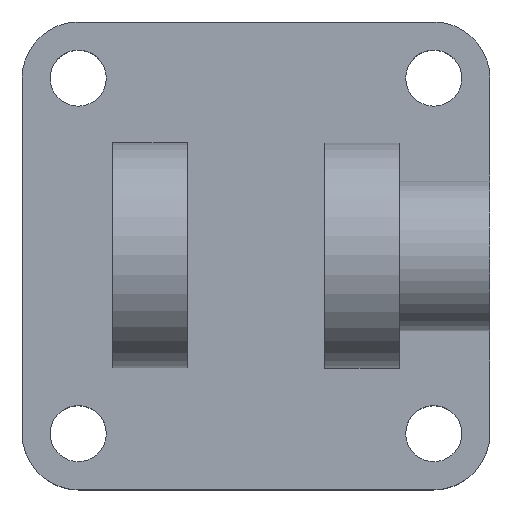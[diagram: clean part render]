
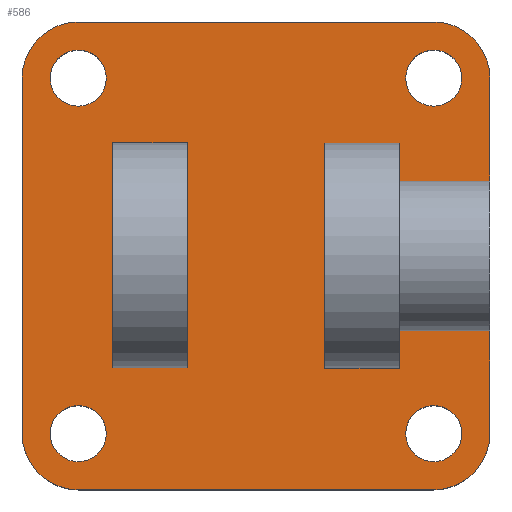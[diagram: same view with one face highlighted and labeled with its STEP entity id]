
A CAD part, top view. The second image highlights one B-rep face of the part: STEP entity #586.
In plain terms, the highlighted planar face has unit normal (0, 0, 1).
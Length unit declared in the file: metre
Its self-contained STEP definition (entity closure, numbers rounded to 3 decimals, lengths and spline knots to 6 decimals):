
#14=LINE('',#930,#54);
#15=LINE('',#933,#55);
#16=LINE('',#935,#56);
#17=LINE('',#939,#57);
#18=LINE('',#943,#58);
#19=LINE('',#947,#59);
#20=LINE('',#951,#60);
#21=LINE('',#953,#61);
#22=LINE('',#955,#62);
#23=LINE('',#957,#63);
#24=LINE('',#959,#64);
#25=LINE('',#961,#65);
#26=LINE('',#970,#66);
#27=LINE('',#973,#67);
#28=LINE('',#975,#68);
#29=LINE('',#977,#69);
#54=VECTOR('',#715,1.);
#55=VECTOR('',#716,1.);
#56=VECTOR('',#717,1.);
#57=VECTOR('',#720,1.);
#58=VECTOR('',#723,1.);
#59=VECTOR('',#726,1.);
#60=VECTOR('',#729,1.);
#61=VECTOR('',#730,1.);
#62=VECTOR('',#731,1.);
#63=VECTOR('',#732,1.);
#64=VECTOR('',#733,1.);
#65=VECTOR('',#734,1.);
#66=VECTOR('',#743,1.);
#67=VECTOR('',#744,1.);
#68=VECTOR('',#745,1.);
#69=VECTOR('',#746,1.);
#94=PLANE('',#637);
#115=ORIENTED_EDGE('',*,*,#267,.F.);
#116=ORIENTED_EDGE('',*,*,#268,.T.);
#117=ORIENTED_EDGE('',*,*,#269,.T.);
#118=ORIENTED_EDGE('',*,*,#270,.T.);
#119=ORIENTED_EDGE('',*,*,#271,.T.);
#120=ORIENTED_EDGE('',*,*,#272,.T.);
#121=ORIENTED_EDGE('',*,*,#273,.F.);
#122=ORIENTED_EDGE('',*,*,#274,.T.);
#123=ORIENTED_EDGE('',*,*,#275,.F.);
#124=ORIENTED_EDGE('',*,*,#276,.T.);
#125=ORIENTED_EDGE('',*,*,#277,.T.);
#126=ORIENTED_EDGE('',*,*,#278,.F.);
#127=ORIENTED_EDGE('',*,*,#279,.F.);
#128=ORIENTED_EDGE('',*,*,#280,.F.);
#129=ORIENTED_EDGE('',*,*,#281,.T.);
#130=ORIENTED_EDGE('',*,*,#282,.T.);
#131=ORIENTED_EDGE('',*,*,#283,.T.);
#132=ORIENTED_EDGE('',*,*,#284,.T.);
#133=ORIENTED_EDGE('',*,*,#285,.T.);
#134=ORIENTED_EDGE('',*,*,#286,.T.);
#135=ORIENTED_EDGE('',*,*,#287,.F.);
#136=ORIENTED_EDGE('',*,*,#288,.T.);
#137=ORIENTED_EDGE('',*,*,#289,.T.);
#138=ORIENTED_EDGE('',*,*,#290,.F.);
#267=EDGE_CURVE('',#343,#344,#14,.T.);
#268=EDGE_CURVE('',#343,#345,#15,.T.);
#269=EDGE_CURVE('',#345,#346,#16,.T.);
#270=EDGE_CURVE('',#346,#347,#401,.T.);
#271=EDGE_CURVE('',#347,#348,#17,.T.);
#272=EDGE_CURVE('',#348,#349,#402,.T.);
#273=EDGE_CURVE('',#350,#349,#18,.T.);
#274=EDGE_CURVE('',#350,#351,#403,.T.);
#275=EDGE_CURVE('',#352,#351,#19,.T.);
#276=EDGE_CURVE('',#352,#353,#404,.T.);
#277=EDGE_CURVE('',#353,#354,#20,.T.);
#278=EDGE_CURVE('',#355,#354,#21,.T.);
#279=EDGE_CURVE('',#356,#355,#22,.T.);
#280=EDGE_CURVE('',#357,#356,#23,.T.);
#281=EDGE_CURVE('',#357,#358,#24,.T.);
#282=EDGE_CURVE('',#358,#344,#25,.T.);
#283=EDGE_CURVE('',#359,#359,#405,.T.);
#284=EDGE_CURVE('',#360,#360,#406,.T.);
#285=EDGE_CURVE('',#361,#361,#407,.T.);
#286=EDGE_CURVE('',#362,#362,#408,.T.);
#287=EDGE_CURVE('',#363,#364,#26,.T.);
#288=EDGE_CURVE('',#363,#365,#27,.T.);
#289=EDGE_CURVE('',#365,#366,#28,.T.);
#290=EDGE_CURVE('',#364,#366,#29,.T.);
#343=VERTEX_POINT('',#931);
#344=VERTEX_POINT('',#932);
#345=VERTEX_POINT('',#934);
#346=VERTEX_POINT('',#936);
#347=VERTEX_POINT('',#938);
#348=VERTEX_POINT('',#940);
#349=VERTEX_POINT('',#942);
#350=VERTEX_POINT('',#944);
#351=VERTEX_POINT('',#946);
#352=VERTEX_POINT('',#948);
#353=VERTEX_POINT('',#950);
#354=VERTEX_POINT('',#952);
#355=VERTEX_POINT('',#954);
#356=VERTEX_POINT('',#956);
#357=VERTEX_POINT('',#958);
#358=VERTEX_POINT('',#960);
#359=VERTEX_POINT('',#963);
#360=VERTEX_POINT('',#965);
#361=VERTEX_POINT('',#967);
#362=VERTEX_POINT('',#969);
#363=VERTEX_POINT('',#971);
#364=VERTEX_POINT('',#972);
#365=VERTEX_POINT('',#974);
#366=VERTEX_POINT('',#976);
#401=CIRCLE('',#638,0.018);
#402=CIRCLE('',#639,0.018);
#403=CIRCLE('',#640,0.018);
#404=CIRCLE('',#641,0.018);
#405=CIRCLE('',#642,0.009);
#406=CIRCLE('',#643,0.009);
#407=CIRCLE('',#644,0.009);
#408=CIRCLE('',#645,0.009);
#437=EDGE_LOOP('',(#115,#116,#117,#118,#119,#120,#121,#122,#123,#124,#125,
#126,#127,#128,#129,#130));
#438=EDGE_LOOP('',(#131));
#439=EDGE_LOOP('',(#132));
#440=EDGE_LOOP('',(#133));
#441=EDGE_LOOP('',(#134));
#442=EDGE_LOOP('',(#135,#136,#137,#138));
#503=FACE_BOUND('',#437,.T.);
#504=FACE_BOUND('',#438,.T.);
#505=FACE_BOUND('',#439,.T.);
#506=FACE_BOUND('',#440,.T.);
#507=FACE_BOUND('',#441,.T.);
#508=FACE_BOUND('',#442,.T.);
#586=ADVANCED_FACE('',(#503,#504,#505,#506,#507,#508),#94,.T.);
#637=AXIS2_PLACEMENT_3D('',#929,#713,#714);
#638=AXIS2_PLACEMENT_3D('',#937,#718,#719);
#639=AXIS2_PLACEMENT_3D('',#941,#721,#722);
#640=AXIS2_PLACEMENT_3D('',#945,#724,#725);
#641=AXIS2_PLACEMENT_3D('',#949,#727,#728);
#642=AXIS2_PLACEMENT_3D('',#962,#735,#736);
#643=AXIS2_PLACEMENT_3D('',#964,#737,#738);
#644=AXIS2_PLACEMENT_3D('',#966,#739,#740);
#645=AXIS2_PLACEMENT_3D('',#968,#741,#742);
#713=DIRECTION('',(0.,0.,1.));
#714=DIRECTION('',(1.,0.,0.));
#715=DIRECTION('',(0.,1.,0.));
#716=DIRECTION('',(1.,0.,0.));
#717=DIRECTION('',(0.,1.,0.));
#718=DIRECTION('',(0.,0.,1.));
#719=DIRECTION('',(1.,0.,0.));
#720=DIRECTION('',(-1.,0.,0.));
#721=DIRECTION('',(0.,0.,1.));
#722=DIRECTION('',(1.,0.,0.));
#723=DIRECTION('',(0.,1.,0.));
#724=DIRECTION('',(0.,0.,1.));
#725=DIRECTION('',(1.,0.,0.));
#726=DIRECTION('',(-1.,0.,0.));
#727=DIRECTION('',(0.,0.,1.));
#728=DIRECTION('',(1.,0.,0.));
#729=DIRECTION('',(0.,1.,0.));
#730=DIRECTION('',(1.,0.,0.));
#731=DIRECTION('',(0.,1.,0.));
#732=DIRECTION('',(1.,0.,0.));
#733=DIRECTION('',(0.,1.,0.));
#734=DIRECTION('',(1.,0.,0.));
#735=DIRECTION('',(0.,0.,-1.));
#736=DIRECTION('',(-1.,0.,0.));
#737=DIRECTION('',(0.,0.,-1.));
#738=DIRECTION('',(-1.,0.,0.));
#739=DIRECTION('',(0.,0.,-1.));
#740=DIRECTION('',(-1.,0.,0.));
#741=DIRECTION('',(0.,0.,-1.));
#742=DIRECTION('',(-1.,0.,0.));
#743=DIRECTION('',(-1.,0.,0.));
#744=DIRECTION('',(0.,-1.,0.));
#745=DIRECTION('',(-1.,0.,0.));
#746=DIRECTION('',(0.,-1.,0.));
#929=CARTESIAN_POINT('',(0.,0.,0.04));
#930=CARTESIAN_POINT('',(0.046,0.,0.04));
#931=CARTESIAN_POINT('',(0.046,0.024,0.04));
#932=CARTESIAN_POINT('',(0.046,0.036,0.04));
#933=CARTESIAN_POINT('',(0.046,0.024,0.04));
#934=CARTESIAN_POINT('',(0.075,0.024,0.04));
#935=CARTESIAN_POINT('',(0.075,0.,0.04));
#936=CARTESIAN_POINT('',(0.075,0.057,0.04));
#937=CARTESIAN_POINT('',(0.057,0.057,0.04));
#938=CARTESIAN_POINT('',(0.057,0.075,0.04));
#939=CARTESIAN_POINT('',(0.,0.075,0.04));
#940=CARTESIAN_POINT('',(-0.057,0.075,0.04));
#941=CARTESIAN_POINT('',(-0.057,0.057,0.04));
#942=CARTESIAN_POINT('',(-0.075,0.057,0.04));
#943=CARTESIAN_POINT('',(-0.075,0.,0.04));
#944=CARTESIAN_POINT('',(-0.075,-0.057,0.04));
#945=CARTESIAN_POINT('',(-0.057,-0.057,0.04));
#946=CARTESIAN_POINT('',(-0.057,-0.075,0.04));
#947=CARTESIAN_POINT('',(0.,-0.075,0.04));
#948=CARTESIAN_POINT('',(0.057,-0.075,0.04));
#949=CARTESIAN_POINT('',(0.057,-0.057,0.04));
#950=CARTESIAN_POINT('',(0.075,-0.057,0.04));
#951=CARTESIAN_POINT('',(0.075,0.,0.04));
#952=CARTESIAN_POINT('',(0.075,-0.024,0.04));
#953=CARTESIAN_POINT('',(0.046,-0.024,0.04));
#954=CARTESIAN_POINT('',(0.046,-0.024,0.04));
#955=CARTESIAN_POINT('',(0.046,0.,0.04));
#956=CARTESIAN_POINT('',(0.046,-0.036,0.04));
#957=CARTESIAN_POINT('',(0.022,-0.036,0.04));
#958=CARTESIAN_POINT('',(0.022,-0.036,0.04));
#959=CARTESIAN_POINT('',(0.022,0.,0.04));
#960=CARTESIAN_POINT('',(0.022,0.036,0.04));
#961=CARTESIAN_POINT('',(0.022,0.036,0.04));
#962=CARTESIAN_POINT('',(-0.057,-0.057,0.04));
#963=CARTESIAN_POINT('',(-0.066,-0.057,0.04));
#964=CARTESIAN_POINT('',(-0.057,0.057,0.04));
#965=CARTESIAN_POINT('',(-0.066,0.057,0.04));
#966=CARTESIAN_POINT('',(0.057,0.057,0.04));
#967=CARTESIAN_POINT('',(0.048,0.057,0.04));
#968=CARTESIAN_POINT('',(0.057,-0.057,0.04));
#969=CARTESIAN_POINT('',(0.048,-0.057,0.04));
#970=CARTESIAN_POINT('',(-0.022,0.036261,0.04));
#971=CARTESIAN_POINT('',(-0.022,0.036261,0.04));
#972=CARTESIAN_POINT('',(-0.046,0.036261,0.04));
#973=CARTESIAN_POINT('',(-0.022,0.000261,0.04));
#974=CARTESIAN_POINT('',(-0.022,-0.035739,0.04));
#975=CARTESIAN_POINT('',(-0.022,-0.035739,0.04));
#976=CARTESIAN_POINT('',(-0.046,-0.035739,0.04));
#977=CARTESIAN_POINT('',(-0.046,0.000261,0.04));
